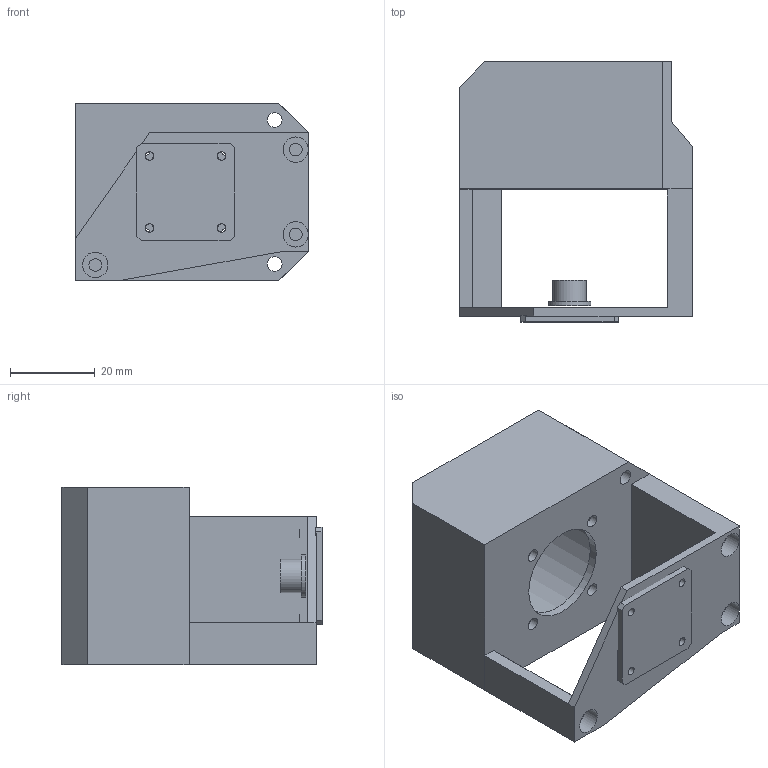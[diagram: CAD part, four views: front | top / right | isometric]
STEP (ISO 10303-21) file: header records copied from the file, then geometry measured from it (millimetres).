
FILE_DESCRIPTION(/* description */ (''),/* implementation_level */ '2;1');
FILE_NAME(/* name */ 'top engine mounting v65.step',/* time_stamp */ '2024-05-28T16:31:49+02:00',/* author */ (''),/* organization */ (''),/* preprocessor_version */ 'ST-DEVELOPER v20',/* originating_system */ 'Autodesk Translation Framework v13.14.0.145',/* authorisation */ '');
FILE_SCHEMA (('AUTOMOTIVE_DESIGN { 1 0 10303 214 3 1 1 }'));
Length unit declared in the file: millimetre
Products named in the file (4): top engine mounting; ecnoder holder; Encoder 14bit; magnet holder for 456
Assembly tree (3 placements, depth 3):
  top engine mounting
    ecnoder holder
      Encoder 14bit
    magnet holder for 456
Bounding box: 55 x 61.4 x 42 mm (x, y, z)
Volume: 42625.4 mm3; surface area: 21745.3 mm2
Topology: 4 solids, 4 shells, 95 faces, 227 edges, 149 vertices
Faces by surface type: plane 64, cylinder 31
Full cylindrical faces by diameter (mm): 2 x8, 3 x7, 3.5 x2, 4 x4, 6 x3, 7.9 x1, 10 x1, 22.5 x1, 36.8 x1
Entity records: 2981 total; most frequent: DIRECTION 501, CARTESIAN_POINT 484, ORIENTED_EDGE 466, EDGE_CURVE 233, LINE 169, VECTOR 169, AXIS2_PLACEMENT_3D 166, VERTEX_POINT 149
